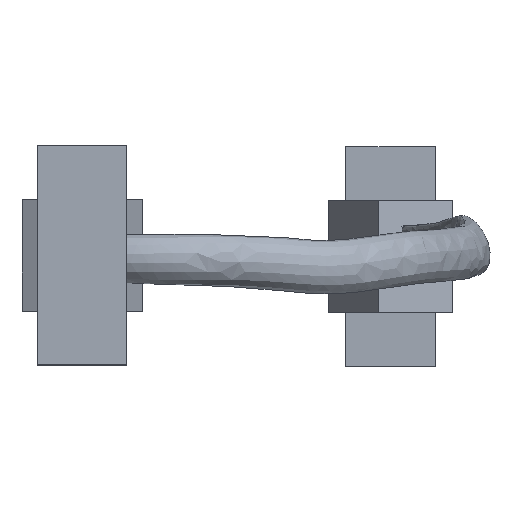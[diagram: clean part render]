
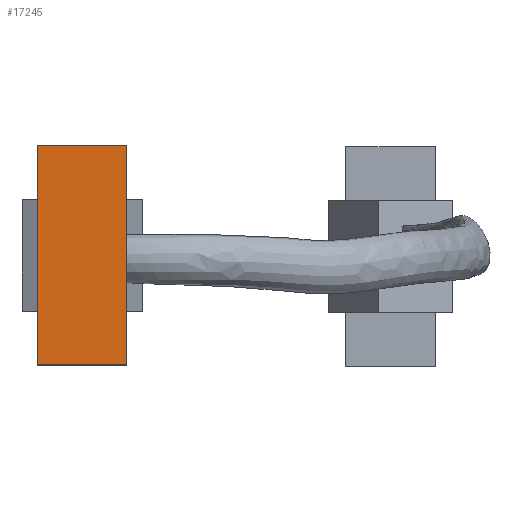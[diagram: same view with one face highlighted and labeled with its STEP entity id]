
A CAD part, top view. The second image highlights one B-rep face of the part: STEP entity #17245.
In plain terms, the highlighted planar face has unit normal (0, 0, 1).
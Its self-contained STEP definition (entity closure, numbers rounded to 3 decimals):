
#16826=DIRECTION('',(0.,-1.,0.));
#16827=VECTOR('',#16826,49.);
#16828=CARTESIAN_POINT('',(-10.,24.5,40.));
#16829=LINE('',#16828,#16827);
#16918=DIRECTION('',(0.,-1.,0.));
#16919=VECTOR('',#16918,49.);
#16920=CARTESIAN_POINT('',(10.,24.5,40.));
#16921=LINE('',#16920,#16919);
#16952=DIRECTION('',(1.,0.,0.));
#16953=VECTOR('',#16952,20.);
#16954=CARTESIAN_POINT('',(-10.,-24.5,40.));
#16955=LINE('',#16954,#16953);
#16966=DIRECTION('',(1.,0.,0.));
#16967=VECTOR('',#16966,20.);
#16968=CARTESIAN_POINT('',(-10.,24.5,40.));
#16969=LINE('',#16968,#16967);
#16974=CARTESIAN_POINT('',(-10.,24.5,40.));
#16975=VERTEX_POINT('',#16974);
#16976=CARTESIAN_POINT('',(-10.,-24.5,40.));
#16977=VERTEX_POINT('',#16976);
#16990=CARTESIAN_POINT('',(10.,24.5,40.));
#16991=VERTEX_POINT('',#16990);
#16992=CARTESIAN_POINT('',(10.,-24.5,40.));
#16993=VERTEX_POINT('',#16992);
#17234=CARTESIAN_POINT('',(-10.,24.5,40.));
#17235=DIRECTION('',(0.,0.,1.));
#17236=DIRECTION('',(0.,-1.,0.));
#17237=AXIS2_PLACEMENT_3D('',#17234,#17235,#17236);
#17238=PLANE('',#17237);
#17239=ORIENTED_EDGE('',*,*,#17029,.F.);
#17240=ORIENTED_EDGE('',*,*,#17131,.T.);
#17241=ORIENTED_EDGE('',*,*,#17167,.T.);
#17242=ORIENTED_EDGE('',*,*,#17223,.F.);
#17243=EDGE_LOOP('',(#17239,#17240,#17241,#17242));
#17244=FACE_OUTER_BOUND('',#17243,.F.);
#17245=ADVANCED_FACE('',(#17244),#17238,.T.);
#17029=EDGE_CURVE('',#16975,#16977,#16829,.T.);
#17131=EDGE_CURVE('',#16975,#16991,#16969,.T.);
#17167=EDGE_CURVE('',#16991,#16993,#16921,.T.);
#17223=EDGE_CURVE('',#16977,#16993,#16955,.T.);
